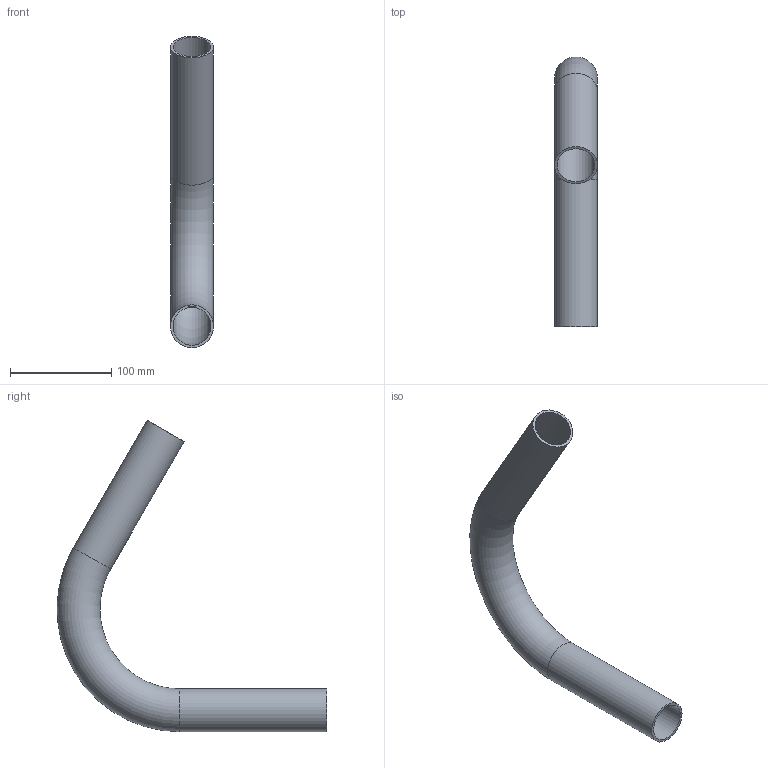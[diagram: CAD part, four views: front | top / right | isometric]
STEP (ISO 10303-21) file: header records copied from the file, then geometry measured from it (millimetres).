
FILE_DESCRIPTION (( 'STEP AP203' ), '1' );
FILE_NAME ('55140-120.step', '2023-09-07T09:37:53', ( '' ), ( '' ), 'SwSTEP 2.0', 'SolidWorks 2018', '' );
FILE_SCHEMA (( 'CONFIG_CONTROL_DESIGN' ));
Length unit declared in the file: millimetre
Products named in the file (1): 55140-120
Bounding box: 42.4 x 266.38 x 307.62 mm (x, y, z)
Volume: 156686.8 mm3; surface area: 125980 mm2
Topology: 1 solids, 1 shells, 220 faces, 583 edges, 388 vertices
Faces by surface type: plane 126, bspline 88, cylinder 4, torus 2
Full cylindrical faces by diameter (mm): 37.4 x2, 42.4 x2
Entity records: 11768 total; most frequent: CARTESIAN_POINT 6854, ORIENTED_EDGE 1150, DIRECTION 673, EDGE_CURVE 575, VECTOR 391, LINE 391, VERTEX_POINT 386, EDGE_LOOP 251
